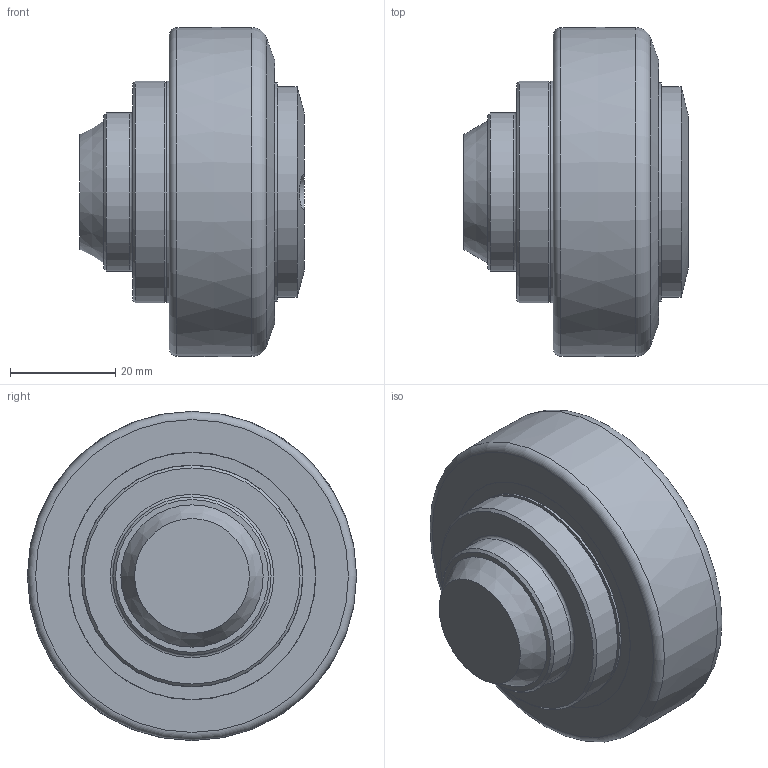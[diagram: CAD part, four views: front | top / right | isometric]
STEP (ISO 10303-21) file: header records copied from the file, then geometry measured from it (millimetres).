
FILE_DESCRIPTION(/* description */ ('-','CAx-IF Rec.Pracs.---Representation and Presentation of Product Manufacturing Information (PMI)---4.0---2014-10-13'),/* implementation_level */ '2;1');
FILE_NAME(/* name */ '7e025381-aeea-4d8c-9395-83fb20ff30df.stp',/* time_stamp */ '2020-06-23T16:00:16+02:00',/* author */ ('-'),/* organization */ ('NTI CADcenter A/S'),/* preprocessor_version */ 'ST-DEVELOPER v18',/* originating_system */ 'Autodesk Inventor 2020',/* authorisation */ '-');
FILE_SCHEMA (('AP242_MANAGED_MODEL_BASED_3D_ENGINEERING_MIM_LF { 1 0 10303 442 1 1 4 }'));
Length unit declared in the file: millimetre
Products named in the file (1): HTR060.0360_Kontur
Bounding box: 42.55 x 62.5 x 62.5 mm (x, y, z)
Volume: 74057 mm3; surface area: 19208.6 mm2
Topology: 1 solids, 1 shells, 73 faces, 185 edges, 135 vertices
Faces by surface type: plane 36, cylinder 23, cone 8, torus 5, bspline 1
Full cylindrical faces by diameter (mm): 3 x1, 6 x2, 6.5 x2, 30 x1, 40 x1, 41.5 x1, 42 x2, 42.1 x3, 45 x1, 45.5 x1, 45.7 x2, 47 x4, 50 x1
Entity records: 2566 total; most frequent: CARTESIAN_POINT 529, DIRECTION 434, ORIENTED_EDGE 370, EDGE_CURVE 185, AXIS2_PLACEMENT_3D 184, VERTEX_POINT 135, CIRCLE 111, EDGE_LOOP 94
